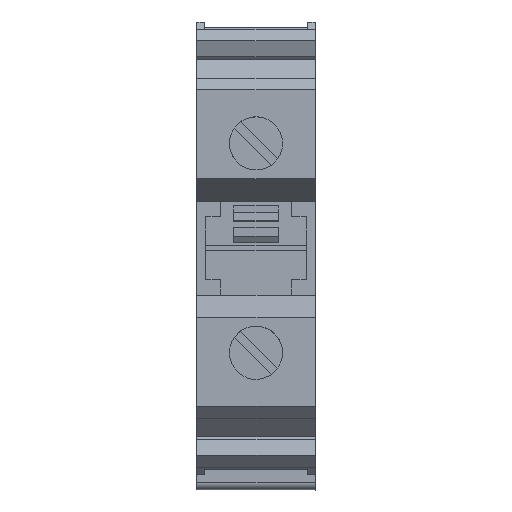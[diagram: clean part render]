
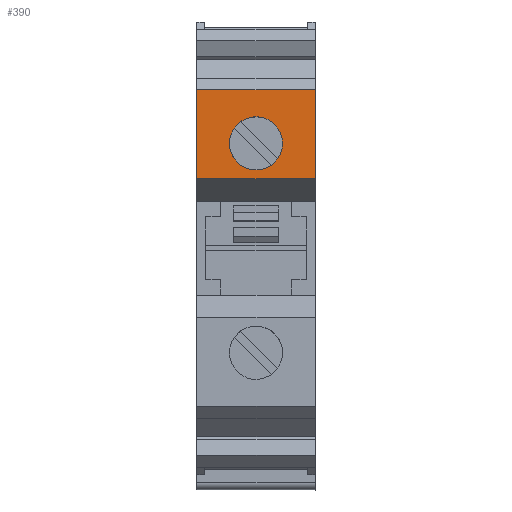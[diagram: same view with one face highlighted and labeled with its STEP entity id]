
A CAD part, top view. The second image highlights one B-rep face of the part: STEP entity #390.
In plain terms, the highlighted planar face has unit normal (0, 0, 1).
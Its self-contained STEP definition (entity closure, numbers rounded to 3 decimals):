
#390=ADVANCED_FACE('',(#874,#875),#876,.F.);
#874=FACE_OUTER_BOUND('',#1454,.T.);
#875=FACE_BOUND('',#1455,.T.);
#876=PLANE('',#1456);
#1454=EDGE_LOOP('',(#2679,#2680,#2681,#2682));
#1455=EDGE_LOOP('',(#2683,#2684,#2685));
#1456=AXIS2_PLACEMENT_3D('',#2686,#2687,#2688);
#2679=ORIENTED_EDGE('',*,*,#4030,.F.);
#2680=ORIENTED_EDGE('',*,*,#3770,.T.);
#2681=ORIENTED_EDGE('',*,*,#4032,.T.);
#2682=ORIENTED_EDGE('',*,*,#3680,.F.);
#2683=ORIENTED_EDGE('',*,*,#4033,.T.);
#2684=ORIENTED_EDGE('',*,*,#4034,.T.);
#2685=ORIENTED_EDGE('',*,*,#4035,.T.);
#2686=CARTESIAN_POINT('',(16.,42.218,65.05));
#2687=DIRECTION('',(0.,0.0,-1.0));
#2688=DIRECTION('',(-1.0,0.0,0.));
#3680=EDGE_CURVE('',#4474,#4476,#4477,.T.);
#3770=EDGE_CURVE('',#4649,#4647,#4650,.T.);
#4030=EDGE_CURVE('',#4649,#4474,#5003,.T.);
#4032=EDGE_CURVE('',#4647,#4476,#5005,.T.);
#4033=EDGE_CURVE('',#5006,#5007,#5008,.T.);
#4034=EDGE_CURVE('',#5007,#5009,#5010,.T.);
#4035=EDGE_CURVE('',#5009,#5006,#5011,.T.);
#4474=VERTEX_POINT('',#5619);
#4476=VERTEX_POINT('',#5622);
#4477=LINE('',#5623,#5624);
#4647=VERTEX_POINT('',#5861);
#4649=VERTEX_POINT('',#5864);
#4650=LINE('',#5865,#5866);
#5003=LINE('',#6393,#6394);
#5005=LINE('',#6396,#6397);
#5006=VERTEX_POINT('',#6398);
#5007=VERTEX_POINT('',#6399);
#5008=CIRCLE('',#6400,3.6);
#5009=VERTEX_POINT('',#6401);
#5010=CIRCLE('',#6402,3.6);
#5011=CIRCLE('',#6403,3.6);
#5619=CARTESIAN_POINT('',(16.,54.,65.05));
#5622=CARTESIAN_POINT('',(16.,41.95,65.05));
#5623=CARTESIAN_POINT('',(16.,34.7,65.05));
#5624=VECTOR('',#7129,1.0);
#5861=CARTESIAN_POINT('',(0.,41.95,65.05));
#5864=CARTESIAN_POINT('',(0.,54.,65.05));
#5865=CARTESIAN_POINT('',(0.,34.7,65.05));
#5866=VECTOR('',#7258,1.0);
#6393=CARTESIAN_POINT('',(-22.,54.,65.05));
#6394=VECTOR('',#7448,1.0);
#6396=CARTESIAN_POINT('',(-22.,41.95,65.05));
#6397=VECTOR('',#7449,1.0);
#6398=CARTESIAN_POINT('',(5.454,44.204,65.05));
#6399=CARTESIAN_POINT('',(8.,50.35,65.05));
#6400=AXIS2_PLACEMENT_3D('',#7450,#7451,#7452);
#6401=CARTESIAN_POINT('',(10.546,49.296,65.05));
#6402=AXIS2_PLACEMENT_3D('',#7453,#7454,#7455);
#6403=AXIS2_PLACEMENT_3D('',#7456,#7457,#7458);
#7129=DIRECTION('',(0.,-1.0,0.));
#7258=DIRECTION('',(0.,-1.0,0.0));
#7448=DIRECTION('',(1.0,0.,0.));
#7449=DIRECTION('',(1.0,0.,0.));
#7450=CARTESIAN_POINT('',(8.,46.75,65.05));
#7451=DIRECTION('',(-0.0,0.0,-1.0));
#7452=DIRECTION('',(-0.707,-0.707,0.0));
#7453=CARTESIAN_POINT('',(8.,46.75,65.05));
#7454=DIRECTION('',(-0.0,0.0,-1.0));
#7455=DIRECTION('',(-0.707,-0.707,0.0));
#7456=CARTESIAN_POINT('',(8.,46.75,65.05));
#7457=DIRECTION('',(-0.0,0.0,-1.0));
#7458=DIRECTION('',(-0.707,-0.707,0.0));
